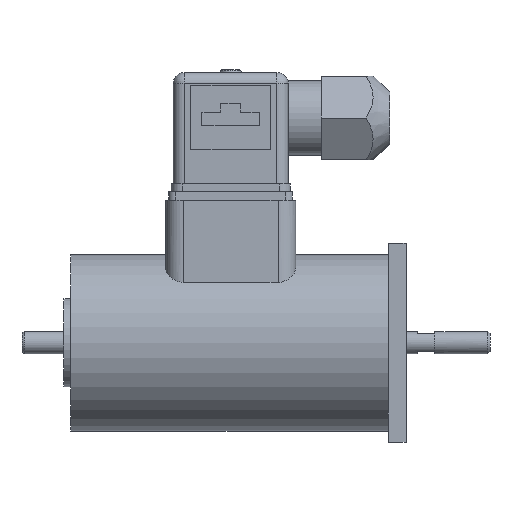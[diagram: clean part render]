
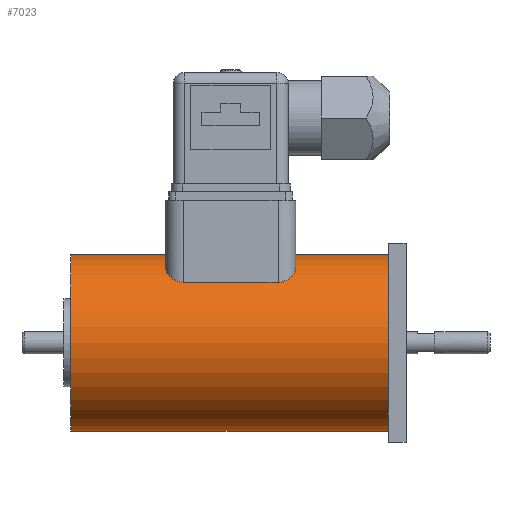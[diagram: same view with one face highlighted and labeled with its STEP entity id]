
A CAD part, front view. The second image highlights one B-rep face of the part: STEP entity #7023.
In plain terms, the highlighted cylindrical face has radius 20 mm (diameter 40 mm), a full revolution.
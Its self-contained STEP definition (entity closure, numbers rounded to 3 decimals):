
#1141=CYLINDRICAL_SURFACE('',#7354,20.);
#1212=ORIENTED_EDGE('',*,*,#2606,.T.);
#1213=ORIENTED_EDGE('',*,*,#2604,.F.);
#2604=EDGE_CURVE('',#3301,#3301,#3793,.T.);
#2606=EDGE_CURVE('',#3303,#3303,#3795,.T.);
#3301=VERTEX_POINT('',#9275);
#3303=VERTEX_POINT('',#9280);
#3793=CIRCLE('',#7352,20.);
#3795=CIRCLE('',#7355,20.);
#3949=EDGE_LOOP('',(#1212));
#3950=EDGE_LOOP('',(#1213));
#4364=FACE_BOUND('',#3949,.T.);
#4365=FACE_BOUND('',#3950,.T.);
#7023=ADVANCED_FACE('',(#4364,#4365),#1141,.T.);
#7352=AXIS2_PLACEMENT_3D('',#9274,#7822,#7823);
#7354=AXIS2_PLACEMENT_3D('',#9278,#7826,#7827);
#7355=AXIS2_PLACEMENT_3D('',#9279,#7828,#7829);
#7822=DIRECTION('',(-1.,0.,0.));
#7823=DIRECTION('',(0.,0.,1.));
#7826=DIRECTION('',(-1.,0.,0.));
#7827=DIRECTION('',(0.,0.,1.));
#7828=DIRECTION('',(-1.,0.,0.));
#7829=DIRECTION('',(0.,0.,1.));
#9274=CARTESIAN_POINT('',(48.15,0.,-0.001));
#9275=CARTESIAN_POINT('',(48.15,0.,19.999));
#9278=CARTESIAN_POINT('',(78.25,0.,-0.001));
#9279=CARTESIAN_POINT('',(120.15,0.,-0.001));
#9280=CARTESIAN_POINT('',(120.15,0.,19.999));
